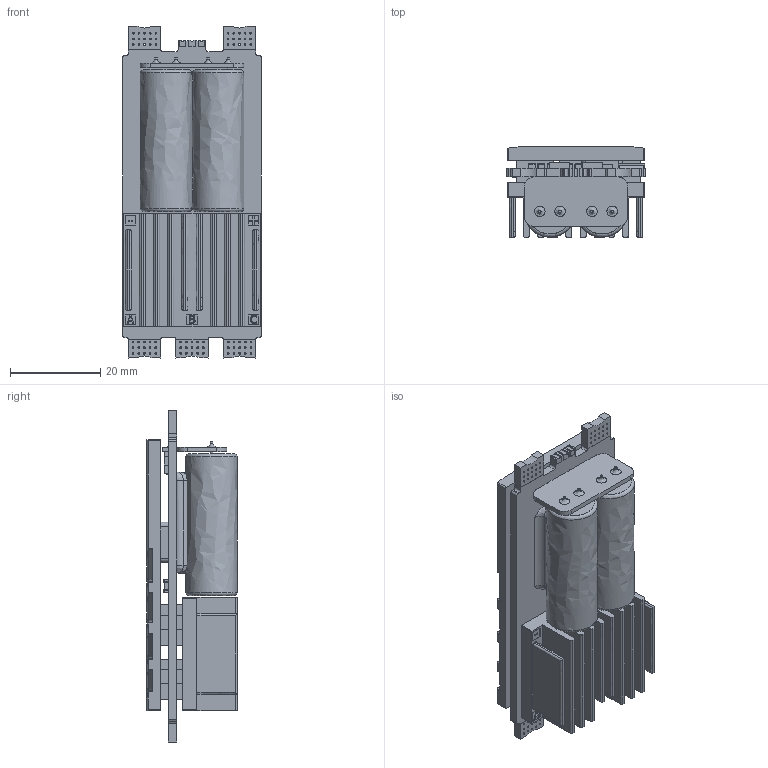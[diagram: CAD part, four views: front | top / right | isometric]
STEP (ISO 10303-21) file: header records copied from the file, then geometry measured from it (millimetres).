
FILE_DESCRIPTION(('FreeCAD Model'),'2;1');
FILE_NAME('Open CASCADE Shape Model','2025-04-27T08:19:49',('FreeCAD'),( 'FreeCAD'),'Open CASCADE STEP processor 7.6','FreeCAD','Unknown');
FILE_SCHEMA(('AUTOMOTIVE_DESIGN { 1 0 10303 214 1 1 1 1 }'));
Products named in the file (1): Open CASCADE STEP translator 7.6 1
Bounding box: 30.7 x 20.12 x 73.56 mm (x, y, z)
Volume: 22760.9 mm3; surface area: 17449.2 mm2
Topology: 1 solids, 1 shells, 1336 faces, 3532 edges, 2242 vertices
Faces by surface type: bspline 1336
Entity records: 41977 total; most frequent: CARTESIAN_POINT 21599, ORIENTED_EDGE 7060, EDGE_CURVE 3530, B_SPLINE_CURVE_WITH_KNOTS 2407, VERTEX_POINT 2242, FACE_BOUND 1564, EDGE_LOOP 1564, ADVANCED_FACE 1336
